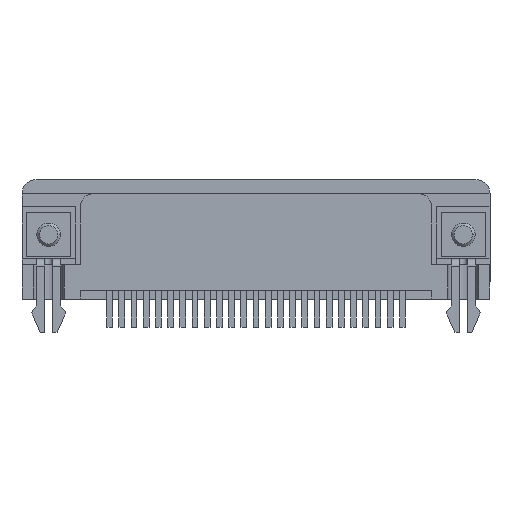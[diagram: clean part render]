
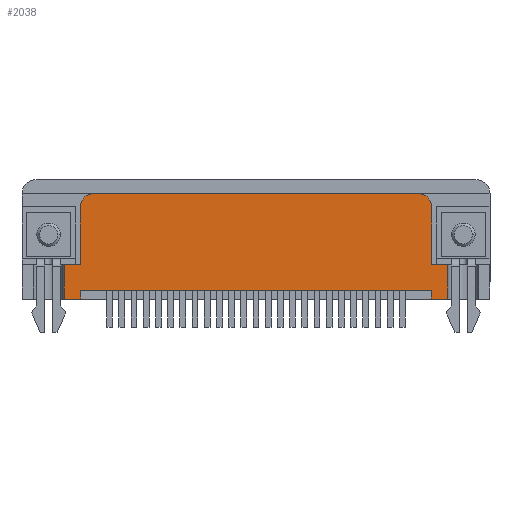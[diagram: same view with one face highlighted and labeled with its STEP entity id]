
A CAD part, front view. The second image highlights one B-rep face of the part: STEP entity #2038.
In plain terms, the highlighted planar face has unit normal (0, -1, 0).
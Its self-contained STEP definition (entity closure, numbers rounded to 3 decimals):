
#1650=CARTESIAN_POINT('',(21.76,-3.28,0.));
#1651=VERTEX_POINT('',#1650);
#1659=CARTESIAN_POINT('',(21.76,-3.28,3.92));
#1660=VERTEX_POINT('',#1659);
#1667=CARTESIAN_POINT('',(21.76,-3.28,3.92));
#1668=DIRECTION('',(0.0,0.0,-1.0));
#1669=VECTOR('',#1668,3.92);
#1670=LINE('',#1667,#1669);
#1671=EDGE_CURVE('',#1660,#1651,#1670,.T.);
#1694=CARTESIAN_POINT('',(19.93,-3.28,3.92));
#1695=VERTEX_POINT('',#1694);
#1702=CARTESIAN_POINT('',(21.76,-3.28,3.92));
#1703=DIRECTION('',(-1.0,0.0,0.0));
#1704=VECTOR('',#1703,1.83);
#1705=LINE('',#1702,#1704);
#1706=EDGE_CURVE('',#1660,#1695,#1705,.T.);
#1725=CARTESIAN_POINT('',(19.93,-3.28,10.49));
#1726=VERTEX_POINT('',#1725);
#1733=CARTESIAN_POINT('',(19.93,-3.28,10.49));
#1734=DIRECTION('',(0.0,0.0,-1.0));
#1735=VECTOR('',#1734,6.57);
#1736=LINE('',#1733,#1735);
#1737=EDGE_CURVE('',#1726,#1695,#1736,.T.);
#1747=CARTESIAN_POINT('',(-19.93,-3.28,3.92));
#1748=VERTEX_POINT('',#1747);
#1757=CARTESIAN_POINT('',(-19.93,-3.28,10.49));
#1758=VERTEX_POINT('',#1757);
#1759=CARTESIAN_POINT('',(-19.93,-3.28,3.92));
#1760=DIRECTION('',(0.0,0.0,1.0));
#1761=VECTOR('',#1760,6.57);
#1762=LINE('',#1759,#1761);
#1763=EDGE_CURVE('',#1748,#1758,#1762,.T.);
#1787=CARTESIAN_POINT('',(19.89,-3.28,1.));
#1788=VERTEX_POINT('',#1787);
#1789=CARTESIAN_POINT('',(-19.89,-3.28,1.));
#1790=VERTEX_POINT('',#1789);
#1791=CARTESIAN_POINT('',(19.89,-3.28,1.));
#1792=DIRECTION('',(-1.0,0.0,0.0));
#1793=VECTOR('',#1792,39.78);
#1794=LINE('',#1791,#1793);
#1795=EDGE_CURVE('',#1788,#1790,#1794,.T.);
#1827=CARTESIAN_POINT('',(-19.89,-3.28,0.));
#1828=VERTEX_POINT('',#1827);
#1829=CARTESIAN_POINT('',(-19.89,-3.28,1.));
#1830=DIRECTION('',(0.0,0.0,-1.0));
#1831=VECTOR('',#1830,1.0);
#1832=LINE('',#1829,#1831);
#1833=EDGE_CURVE('',#1790,#1828,#1832,.T.);
#1858=CARTESIAN_POINT('',(-18.47,-3.28,11.95));
#1859=VERTEX_POINT('',#1858);
#1860=CARTESIAN_POINT('',(-18.47,-3.28,10.49));
#1861=DIRECTION('',(0.,1.0,0.));
#1862=DIRECTION('',(-0.707,0.,0.707));
#1863=AXIS2_PLACEMENT_3D('',#1860,#1861,#1862);
#1864=CIRCLE('',#1863,1.46);
#1865=EDGE_CURVE('',#1758,#1859,#1864,.T.);
#1891=CARTESIAN_POINT('',(18.47,-3.28,11.95));
#1892=VERTEX_POINT('',#1891);
#1893=CARTESIAN_POINT('',(-18.47,-3.28,11.95));
#1894=DIRECTION('',(1.0,0.0,0.0));
#1895=VECTOR('',#1894,36.94);
#1896=LINE('',#1893,#1895);
#1897=EDGE_CURVE('',#1859,#1892,#1896,.T.);
#1922=CARTESIAN_POINT('',(18.47,-3.28,10.49));
#1923=DIRECTION('',(0.,1.0,0.));
#1924=DIRECTION('',(0.707,0.,0.707));
#1925=AXIS2_PLACEMENT_3D('',#1922,#1923,#1924);
#1926=CIRCLE('',#1925,1.46);
#1927=EDGE_CURVE('',#1892,#1726,#1926,.T.);
#1946=CARTESIAN_POINT('',(19.89,-3.28,0.));
#1947=VERTEX_POINT('',#1946);
#1948=CARTESIAN_POINT('',(21.76,-3.28,0.));
#1949=DIRECTION('',(-1.0,0.0,0.));
#1950=VECTOR('',#1949,1.87);
#1951=LINE('',#1948,#1950);
#1952=EDGE_CURVE('',#1651,#1947,#1951,.T.);
#1981=CARTESIAN_POINT('',(19.89,-3.28,0.));
#1982=DIRECTION('',(0.0,0.0,1.0));
#1983=VECTOR('',#1982,1.);
#1984=LINE('',#1981,#1983);
#1985=EDGE_CURVE('',#1947,#1788,#1984,.T.);
#1998=CARTESIAN_POINT('',(-21.76,-3.28,3.92));
#1999=DIRECTION('',(0.0,-1.0,0.0));
#2000=DIRECTION('',(0.0,0.0,-1.0));
#2001=AXIS2_PLACEMENT_3D('',#1998,#1999,#2000);
#2002=PLANE('',#2001);
#2003=CARTESIAN_POINT('',(-21.76,-3.28,0.));
#2004=VERTEX_POINT('',#2003);
#2005=CARTESIAN_POINT('',(-19.89,-3.28,0.));
#2006=DIRECTION('',(-1.0,0.0,0.0));
#2007=VECTOR('',#2006,1.87);
#2008=LINE('',#2005,#2007);
#2009=EDGE_CURVE('',#1828,#2004,#2008,.T.);
#2010=ORIENTED_EDGE('',*,*,#2009,.F.);
#2011=ORIENTED_EDGE('',*,*,#1833,.F.);
#2012=ORIENTED_EDGE('',*,*,#1795,.F.);
#2013=ORIENTED_EDGE('',*,*,#1985,.F.);
#2014=ORIENTED_EDGE('',*,*,#1952,.F.);
#2015=ORIENTED_EDGE('',*,*,#1671,.F.);
#2016=ORIENTED_EDGE('',*,*,#1706,.T.);
#2017=ORIENTED_EDGE('',*,*,#1737,.F.);
#2018=ORIENTED_EDGE('',*,*,#1927,.F.);
#2019=ORIENTED_EDGE('',*,*,#1897,.F.);
#2020=ORIENTED_EDGE('',*,*,#1865,.F.);
#2021=ORIENTED_EDGE('',*,*,#1763,.F.);
#2022=CARTESIAN_POINT('',(-21.76,-3.28,3.92));
#2023=VERTEX_POINT('',#2022);
#2024=CARTESIAN_POINT('',(-21.76,-3.28,3.92));
#2025=DIRECTION('',(1.0,0.0,0.0));
#2026=VECTOR('',#2025,1.83);
#2027=LINE('',#2024,#2026);
#2028=EDGE_CURVE('',#2023,#1748,#2027,.T.);
#2029=ORIENTED_EDGE('',*,*,#2028,.F.);
#2030=CARTESIAN_POINT('',(-21.76,-3.28,3.92));
#2031=DIRECTION('',(0.0,0.0,-1.0));
#2032=VECTOR('',#2031,3.92);
#2033=LINE('',#2030,#2032);
#2034=EDGE_CURVE('',#2023,#2004,#2033,.T.);
#2035=ORIENTED_EDGE('',*,*,#2034,.T.);
#2036=EDGE_LOOP('',(#2010,#2011,#2012,#2013,#2014,#2015,#2016,#2017,#2018,#2019,#2020,#2021,#2029,#2035));
#2037=FACE_OUTER_BOUND('',#2036,.T.);
#2038=ADVANCED_FACE('',(#2037),#2002,.T.);
